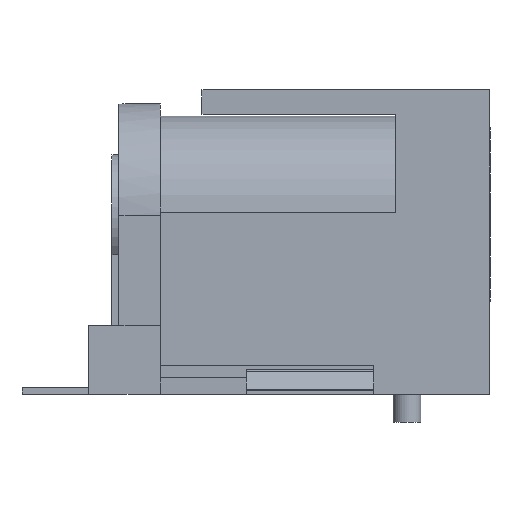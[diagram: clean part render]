
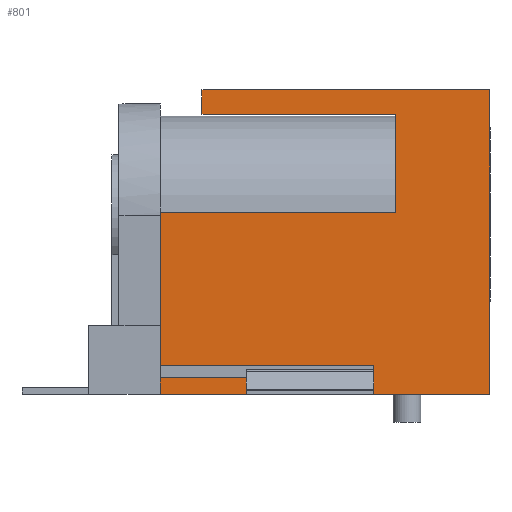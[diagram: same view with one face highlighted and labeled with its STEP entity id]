
A CAD part, left-side view. The second image highlights one B-rep face of the part: STEP entity #801.
In plain terms, the highlighted planar face has unit normal (-1, 0, 0).
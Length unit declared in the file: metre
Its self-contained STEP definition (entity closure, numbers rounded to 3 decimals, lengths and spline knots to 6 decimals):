
#343 = EDGE_CURVE( '', #978, #979, #980, .T. );
#375 = EDGE_CURVE( '', #1036, #1037, #1038, .T. );
#381 = EDGE_CURVE( '', #1048, #1049, #1050, .T. );
#443 = EDGE_CURVE( '', #1155, #1015, #1156, .T. );
#515 = EDGE_CURVE( '', #979, #1015, #1266, .T. );
#517 = EDGE_CURVE( '', #1268, #1048, #1269, .T. );
#569 = EDGE_CURVE( '', #1155, #1345, #1346, .T. );
#635 = EDGE_CURVE( '', #1037, #1440, #1441, .T. );
#667 = EDGE_CURVE( '', #1049, #978, #1483, .T. );
#763 = EDGE_CURVE( '', #1036, #1430, #1600, .T. );
#801 = ADVANCED_FACE( '', ( #1647 ), #1648, .T. );
#899 = EDGE_CURVE( '', #1440, #1268, #1765, .T. );
#911 = EDGE_CURVE( '', #1430, #1345, #1780, .T. );
#978 = VERTEX_POINT( '', #1848 );
#979 = VERTEX_POINT( '', #1849 );
#980 = LINE( '', #1850, #1851 );
#1015 = VERTEX_POINT( '', #1901 );
#1036 = VERTEX_POINT( '', #1928 );
#1037 = VERTEX_POINT( '', #1929 );
#1038 = LINE( '', #1930, #1931 );
#1048 = VERTEX_POINT( '', #1945 );
#1049 = VERTEX_POINT( '', #1946 );
#1050 = LINE( '', #1947, #1948 );
#1155 = VERTEX_POINT( '', #2093 );
#1156 = LINE( '', #2094, #2095 );
#1266 = LINE( '', #2246, #2247 );
#1268 = VERTEX_POINT( '', #2250 );
#1269 = LINE( '', #2251, #2252 );
#1345 = VERTEX_POINT( '', #2359 );
#1346 = LINE( '', #2360, #2361 );
#1430 = VERTEX_POINT( '', #2485 );
#1440 = VERTEX_POINT( '', #2501 );
#1441 = LINE( '', #2502, #2503 );
#1483 = LINE( '', #2564, #2565 );
#1600 = LINE( '', #2748, #2749 );
#1647 = FACE_OUTER_BOUND( '', #2819, .T. );
#1648 = PLANE( '', #2820 );
#1765 = LINE( '', #2996, #2997 );
#1780 = LINE( '', #3018, #3019 );
#1848 = CARTESIAN_POINT( '', ( -0.0045, -0.00305, 0.000602 ) );
#1849 = CARTESIAN_POINT( '', ( -0.0045, 0.00465, 0.000602 ) );
#1850 = CARTESIAN_POINT( '', ( -0.0045, 0.00595, 0.000602 ) );
#1851 = VECTOR( '', #3080, 1. );
#1901 = CARTESIAN_POINT( '', ( -0.0045, 0.00465, 0. ) );
#1928 = CARTESIAN_POINT( '', ( -0.0045, 0.00315, 0.010112 ) );
#1929 = CARTESIAN_POINT( '', ( -0.0045, -0.00385, 0.010112 ) );
#1930 = CARTESIAN_POINT( '', ( -0.0045, 0.0052, 0.010112 ) );
#1931 = VECTOR( '', #3123, 1. );
#1945 = CARTESIAN_POINT( '', ( -0.0045, 0.00465, 0.001052 ) );
#1946 = CARTESIAN_POINT( '', ( -0.0045, -0.00305, 0.001052 ) );
#1947 = CARTESIAN_POINT( '', ( -0.0045, 0.00595, 0.001052 ) );
#1948 = VECTOR( '', #3128, 1. );
#2093 = CARTESIAN_POINT( '', ( -0.0045, -0.00725, 0. ) );
#2094 = CARTESIAN_POINT( '', ( -0.0045, -0.00725, 0. ) );
#2095 = VECTOR( '', #3233, 1. );
#2246 = CARTESIAN_POINT( '', ( -0.0045, 0.00465, 0.0055 ) );
#2247 = VECTOR( '', #3401, 1. );
#2250 = CARTESIAN_POINT( '', ( -0.0045, 0.00465, 0.00658 ) );
#2251 = CARTESIAN_POINT( '', ( -0.0045, 0.00465, 0.0055 ) );
#2252 = VECTOR( '', #3402, 1. );
#2359 = CARTESIAN_POINT( '', ( -0.0045, -0.00725, 0.011 ) );
#2360 = CARTESIAN_POINT( '', ( -0.0045, -0.00725, 0. ) );
#2361 = VECTOR( '', #3506, 1. );
#2485 = CARTESIAN_POINT( '', ( -0.0045, 0.00315, 0.011 ) );
#2501 = CARTESIAN_POINT( '', ( -0.0045, -0.00385, 0.00658 ) );
#2502 = CARTESIAN_POINT( '', ( -0.0045, -0.00385, 0.004675 ) );
#2503 = VECTOR( '', #3608, 1. );
#2564 = CARTESIAN_POINT( '', ( -0.0045, -0.00305, 0.001111 ) );
#2565 = VECTOR( '', #3664, 1. );
#2748 = CARTESIAN_POINT( '', ( -0.0045, 0.00315, 0.00275 ) );
#2749 = VECTOR( '', #3810, 1. );
#2819 = EDGE_LOOP( '', ( #3866, #3867, #3868, #3869, #3870, #3871, #3872, #3873, #3874, #3875, #3876, #3877 ) );
#2820 = AXIS2_PLACEMENT_3D( '', #3878, #3879, #3880 );
#2996 = CARTESIAN_POINT( '', ( -0.0045, 0.001743, 0.00658 ) );
#2997 = VECTOR( '', #4065, 1. );
#3018 = CARTESIAN_POINT( '', ( -0.0045, -0.00725, 0.011 ) );
#3019 = VECTOR( '', #4090, 1. );
#3080 = DIRECTION( '', ( 0., 1., 0. ) );
#3123 = DIRECTION( '', ( 0., -1., 0. ) );
#3128 = DIRECTION( '', ( 0., -1., 0. ) );
#3233 = DIRECTION( '', ( 0., 1., 0. ) );
#3401 = DIRECTION( '', ( 0., 0., -1. ) );
#3402 = DIRECTION( '', ( 0., 0., -1. ) );
#3506 = DIRECTION( '', ( 0., 0., 1. ) );
#3608 = DIRECTION( '', ( 0., 0., -1. ) );
#3664 = DIRECTION( '', ( 0., 0., -1. ) );
#3810 = DIRECTION( '', ( 0., 0., 1. ) );
#3866 = ORIENTED_EDGE( '', *, *, #381, .T. );
#3867 = ORIENTED_EDGE( '', *, *, #667, .T. );
#3868 = ORIENTED_EDGE( '', *, *, #343, .T. );
#3869 = ORIENTED_EDGE( '', *, *, #515, .T. );
#3870 = ORIENTED_EDGE( '', *, *, #443, .F. );
#3871 = ORIENTED_EDGE( '', *, *, #569, .T. );
#3872 = ORIENTED_EDGE( '', *, *, #911, .F. );
#3873 = ORIENTED_EDGE( '', *, *, #763, .F. );
#3874 = ORIENTED_EDGE( '', *, *, #375, .T. );
#3875 = ORIENTED_EDGE( '', *, *, #635, .T. );
#3876 = ORIENTED_EDGE( '', *, *, #899, .T. );
#3877 = ORIENTED_EDGE( '', *, *, #517, .T. );
#3878 = CARTESIAN_POINT( '', ( -0.0045, 0.00725, 0. ) );
#3879 = DIRECTION( '', ( -1., 0., 0. ) );
#3880 = DIRECTION( '', ( 0., 0., 1. ) );
#4065 = DIRECTION( '', ( 0., 1., 0. ) );
#4090 = DIRECTION( '', ( 0., -1., 0. ) );
